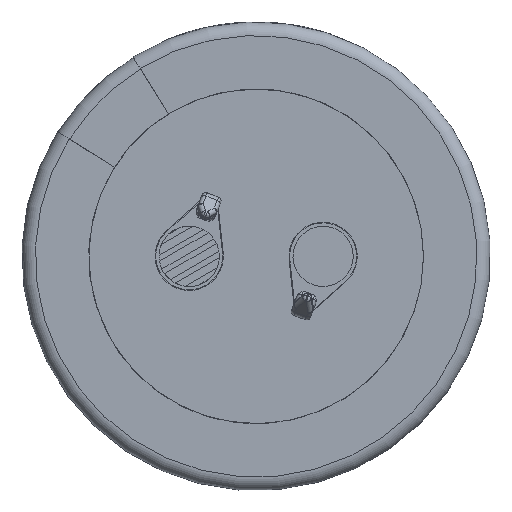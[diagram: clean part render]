
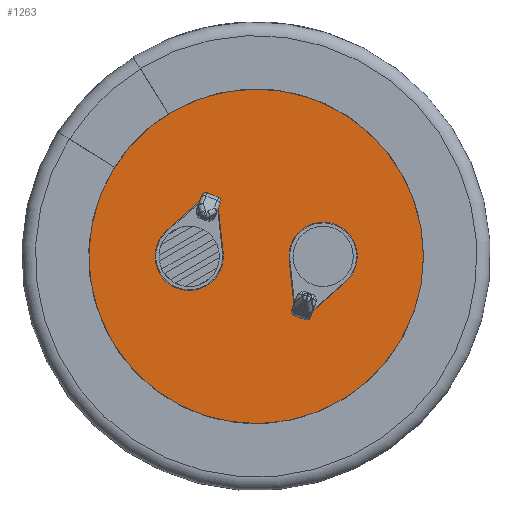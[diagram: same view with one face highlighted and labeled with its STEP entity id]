
A CAD part, front view. The second image highlights one B-rep face of the part: STEP entity #1263.
In plain terms, the highlighted planar face has unit normal (0, -1, 0).
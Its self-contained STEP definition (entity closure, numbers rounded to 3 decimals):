
#1263 = ADVANCED_FACE( '', ( #2885, #2886, #2887 ), #2888, .T. );
#2885 = FACE_OUTER_BOUND( '', #5828, .T. );
#2886 = FACE_BOUND( '', #5829, .T. );
#2887 = FACE_BOUND( '', #5830, .T. );
#2888 = PLANE( '', #5831 );
#5828 = EDGE_LOOP( '', ( #10958 ) );
#5829 = EDGE_LOOP( '', ( #10959, #10960, #10961, #10962 ) );
#5830 = EDGE_LOOP( '', ( #10963, #10964, #10965, #10966 ) );
#5831 = AXIS2_PLACEMENT_3D( '', #10967, #10968, #10969 );
#10958 = ORIENTED_EDGE( '', *, *, #14711, .T. );
#10959 = ORIENTED_EDGE( '', *, *, #14712, .F. );
#10960 = ORIENTED_EDGE( '', *, *, #14713, .F. );
#10961 = ORIENTED_EDGE( '', *, *, #14231, .F. );
#10962 = ORIENTED_EDGE( '', *, *, #13655, .F. );
#10963 = ORIENTED_EDGE( '', *, *, #14475, .T. );
#10964 = ORIENTED_EDGE( '', *, *, #14497, .T. );
#10965 = ORIENTED_EDGE( '', *, *, #14714, .T. );
#10966 = ORIENTED_EDGE( '', *, *, #14687, .T. );
#10967 = CARTESIAN_POINT( '', ( 0., 0., 0. ) );
#10968 = DIRECTION( '', ( 0., -1., 0. ) );
#10969 = DIRECTION( '', ( 0., 0., -1. ) );
#13655 = EDGE_CURVE( '', #16052, #16053, #16054, .T. );
#14231 = EDGE_CURVE( '', #16053, #17001, #17002, .T. );
#14475 = EDGE_CURVE( '', #17353, #17354, #17355, .T. );
#14497 = EDGE_CURVE( '', #17354, #17384, #17385, .T. );
#14687 = EDGE_CURVE( '', #17633, #17353, #17634, .T. );
#14711 = EDGE_CURVE( '', #17665, #17665, #17666, .T. );
#14712 = EDGE_CURVE( '', #17667, #16052, #17668, .T. );
#14713 = EDGE_CURVE( '', #17001, #17667, #17669, .T. );
#14714 = EDGE_CURVE( '', #17384, #17633, #17670, .T. );
#16052 = VERTEX_POINT( '', #20121 );
#16053 = VERTEX_POINT( '', #20122 );
#16054 = CIRCLE( '', #20123, 2.55 );
#17001 = VERTEX_POINT( '', #22603 );
#17002 = LINE( '', #22604, #22605 );
#17353 = VERTEX_POINT( '', #23320 );
#17354 = VERTEX_POINT( '', #23321 );
#17355 = LINE( '', #23322, #23323 );
#17384 = VERTEX_POINT( '', #23370 );
#17385 = LINE( '', #23371, #23372 );
#17633 = VERTEX_POINT( '', #23923 );
#17634 = CIRCLE( '', #23924, 2.55 );
#17665 = VERTEX_POINT( '', #24020 );
#17666 = CIRCLE( '', #24021, 14.5 );
#17667 = VERTEX_POINT( '', #24022 );
#17668 = LINE( '', #24023, #24024 );
#17669 = LINE( '', #24025, #24026 );
#17670 = LINE( '', #24027, #24028 );
#20121 = CARTESIAN_POINT( '', ( -6.694, 0., 1.906 ) );
#20122 = CARTESIAN_POINT( '', ( -2.465, 0., 0.274 ) );
#20123 = AXIS2_PLACEMENT_3D( '', #25504, #25505, #25506 );
#22603 = CARTESIAN_POINT( '', ( -2.814, 0., 3.497 ) );
#22604 = CARTESIAN_POINT( '', ( -2.465, 0., 0.274 ) );
#22605 = VECTOR( '', #25643, 1000. );
#23320 = CARTESIAN_POINT( '', ( 6.694, 0., -1.906 ) );
#23321 = CARTESIAN_POINT( '', ( 4.27, 0., -4.059 ) );
#23322 = CARTESIAN_POINT( '', ( 6.694, 0., -1.906 ) );
#23323 = VECTOR( '', #25764, 1000. );
#23370 = CARTESIAN_POINT( '', ( 2.814, 0., -3.497 ) );
#23371 = CARTESIAN_POINT( '', ( 4.27, 0., -4.059 ) );
#23372 = VECTOR( '', #25776, 1000. );
#23923 = CARTESIAN_POINT( '', ( 2.465, 0., -0.274 ) );
#23924 = AXIS2_PLACEMENT_3D( '', #25870, #25871, #25872 );
#24020 = CARTESIAN_POINT( '', ( 0., 0., -14.5 ) );
#24021 = AXIS2_PLACEMENT_3D( '', #25877, #25878, #25879 );
#24022 = CARTESIAN_POINT( '', ( -4.27, 0., 4.059 ) );
#24023 = CARTESIAN_POINT( '', ( -4.27, 0., 4.059 ) );
#24024 = VECTOR( '', #25880, 1000. );
#24025 = CARTESIAN_POINT( '', ( -2.814, 0., 3.497 ) );
#24026 = VECTOR( '', #25881, 1000. );
#24027 = CARTESIAN_POINT( '', ( 2.814, 0., -3.497 ) );
#24028 = VECTOR( '', #25882, 1000. );
#25504 = CARTESIAN_POINT( '', ( -5., 0., 0. ) );
#25505 = DIRECTION( '', ( 0., -1., 0. ) );
#25506 = DIRECTION( '', ( 0., 0., 1. ) );
#25643 = DIRECTION( '', ( -0.108, 0., 0.994 ) );
#25764 = DIRECTION( '', ( -0.748, 0., -0.664 ) );
#25776 = DIRECTION( '', ( -0.933, 0., 0.36 ) );
#25870 = CARTESIAN_POINT( '', ( 5., 0., 0. ) );
#25871 = DIRECTION( '', ( 0., 1., 0. ) );
#25872 = DIRECTION( '', ( 0., 0., -1. ) );
#25877 = CARTESIAN_POINT( '', ( 0., 0., 0. ) );
#25878 = DIRECTION( '', ( 0., -1., 0. ) );
#25879 = DIRECTION( '', ( 0., 0., -1. ) );
#25880 = DIRECTION( '', ( -0.748, 0., -0.664 ) );
#25881 = DIRECTION( '', ( -0.933, 0., 0.36 ) );
#25882 = DIRECTION( '', ( -0.108, 0., 0.994 ) );
